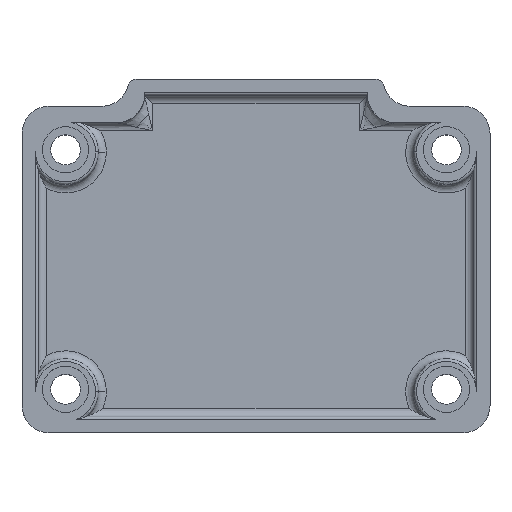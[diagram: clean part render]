
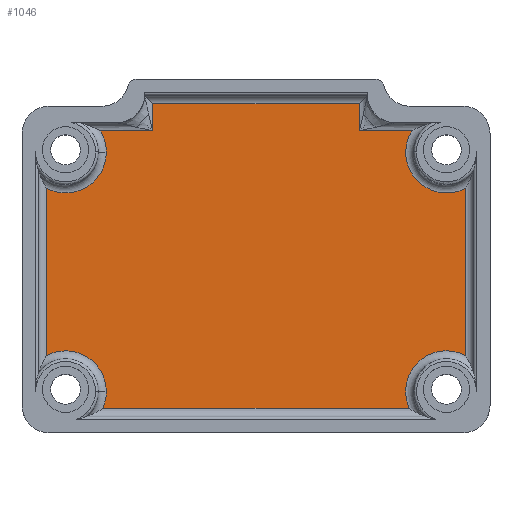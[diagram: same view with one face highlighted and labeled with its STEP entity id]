
A CAD part, top view. The second image highlights one B-rep face of the part: STEP entity #1046.
In plain terms, the highlighted planar face has unit normal (0, 0, 1).
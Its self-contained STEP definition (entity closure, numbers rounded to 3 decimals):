
#28 = EDGE_LOOP ( 'NONE', ( #1475, #1476, #1477, #1478, #1479, #1480, #1481, #1482, #1483, #1484, #1485, #1486, #1487, #1488 ) ) ;
#215 = VECTOR ( 'NONE', #2662, 1000. ) ;
#216 = CIRCLE ( 'NONE', #1953, 7.5 ) ;
#217 = LINE ( 'NONE', #2661, #215 ) ;
#218 = VECTOR ( 'NONE', #2673, 1000. ) ;
#220 = CIRCLE ( 'NONE', #1954, 7.5 ) ;
#223 = VECTOR ( 'NONE', #2671, 1000. ) ;
#225 = LINE ( 'NONE', #2672, #218 ) ;
#227 = VECTOR ( 'NONE', #2669, 1000. ) ;
#228 = LINE ( 'NONE', #2670, #223 ) ;
#229 = VECTOR ( 'NONE', #2667, 1000. ) ;
#231 = LINE ( 'NONE', #2668, #227 ) ;
#234 = VECTOR ( 'NONE', #2657, 1000. ) ;
#236 = LINE ( 'NONE', #2666, #229 ) ;
#238 = LINE ( 'NONE', #2656, #234 ) ;
#240 = VECTOR ( 'NONE', #2641, 1000. ) ;
#242 = CIRCLE ( 'NONE', #1946, 7.5 ) ;
#247 = VECTOR ( 'NONE', #2639, 1000. ) ;
#249 = CIRCLE ( 'NONE', #1973, 7.5 ) ;
#251 = LINE ( 'NONE', #2578, #247 ) ;
#272 = LINE ( 'NONE', #2640, #240 ) ;
#389 = CIRCLE ( 'NONE', #2000, 7.5 ) ;
#394 = CIRCLE ( 'NONE', #1900, 7.5 ) ;
#599 = FACE_OUTER_BOUND ( 'NONE', #28, .T. ) ;
#813 = CARTESIAN_POINT ( 'NONE',  ( -35., 22., 3. ) ) ;
#814 = DIRECTION ( 'NONE',  ( 0., 0., -1. ) ) ;
#815 = DIRECTION ( 'NONE',  ( 1., 0., 0. ) ) ;
#884 = CARTESIAN_POINT ( 'NONE',  ( -35., -22., 3. ) ) ;
#885 = DIRECTION ( 'NONE',  ( 0., 0., -1. ) ) ;
#886 = DIRECTION ( 'NONE',  ( 1., 0., 0. ) ) ;
#985 = CARTESIAN_POINT ( 'NONE',  ( -19., 25.906, 3. ) ) ;
#986 = CARTESIAN_POINT ( 'NONE',  ( -19., 30.906, 3. ) ) ;
#987 = CARTESIAN_POINT ( 'NONE',  ( 19., 30.906, 3. ) ) ;
#988 = CARTESIAN_POINT ( 'NONE',  ( 19., 25.906, 3. ) ) ;
#989 = CARTESIAN_POINT ( 'NONE',  ( 28.597, 25.906, 3. ) ) ;
#990 = CARTESIAN_POINT ( 'NONE',  ( 38.5, 15.367, 3. ) ) ;
#991 = CARTESIAN_POINT ( 'NONE',  ( 38.5, -15.367, 3. ) ) ;
#993 = CARTESIAN_POINT ( 'NONE',  ( -38.5, 15.367, 3. ) ) ;
#996 = CARTESIAN_POINT ( 'NONE',  ( 28.168, -25.094, 3. ) ) ;
#997 = CARTESIAN_POINT ( 'NONE',  ( -28.168, -25.094, 3. ) ) ;
#1046 = ADVANCED_FACE ( 'NONE', ( #599 ), #1168, .T. ) ;
#1168 = PLANE ( 'NONE',  #2727 ) ;
#1169 = CARTESIAN_POINT ( 'NONE',  ( 43., -29.594, 3. ) ) ;
#1170 = DIRECTION ( 'NONE',  ( 0., 0., 1. ) ) ;
#1171 = DIRECTION ( 'NONE',  ( 1., 0., 0. ) ) ;
#1215 = VERTEX_POINT ( 'NONE', #985 ) ;
#1216 = VERTEX_POINT ( 'NONE', #986 ) ;
#1217 = VERTEX_POINT ( 'NONE', #987 ) ;
#1218 = VERTEX_POINT ( 'NONE', #988 ) ;
#1219 = VERTEX_POINT ( 'NONE', #989 ) ;
#1220 = VERTEX_POINT ( 'NONE', #990 ) ;
#1221 = VERTEX_POINT ( 'NONE', #991 ) ;
#1223 = VERTEX_POINT ( 'NONE', #993 ) ;
#1226 = VERTEX_POINT ( 'NONE', #996 ) ;
#1227 = VERTEX_POINT ( 'NONE', #997 ) ;
#1264 = VERTEX_POINT ( 'NONE', #3353 ) ;
#1265 = VERTEX_POINT ( 'NONE', #3354 ) ;
#1268 = VERTEX_POINT ( 'NONE', #3357 ) ;
#1269 = VERTEX_POINT ( 'NONE', #3358 ) ;
#1475 = ORIENTED_EDGE ( 'NONE', *, *, #2859, .T. ) ;
#1476 = ORIENTED_EDGE ( 'NONE', *, *, #2861, .T. ) ;
#1477 = ORIENTED_EDGE ( 'NONE', *, *, #2862, .T. ) ;
#1478 = ORIENTED_EDGE ( 'NONE', *, *, #2863, .T. ) ;
#1479 = ORIENTED_EDGE ( 'NONE', *, *, #2864, .T. ) ;
#1480 = ORIENTED_EDGE ( 'NONE', *, *, #2865, .T. ) ;
#1481 = ORIENTED_EDGE ( 'NONE', *, *, #2866, .T. ) ;
#1482 = ORIENTED_EDGE ( 'NONE', *, *, #2867, .T. ) ;
#1483 = ORIENTED_EDGE ( 'NONE', *, *, #2868, .T. ) ;
#1484 = ORIENTED_EDGE ( 'NONE', *, *, #2805, .T. ) ;
#1485 = ORIENTED_EDGE ( 'NONE', *, *, #2869, .T. ) ;
#1486 = ORIENTED_EDGE ( 'NONE', *, *, #2870, .T. ) ;
#1487 = ORIENTED_EDGE ( 'NONE', *, *, #2801, .T. ) ;
#1488 = ORIENTED_EDGE ( 'NONE', *, *, #2871, .T. ) ;
#1900 = AXIS2_PLACEMENT_3D ( 'NONE', #884, #885, #886 ) ;
#1946 = AXIS2_PLACEMENT_3D ( 'NONE', #2663, #2664, #2665 ) ;
#1953 = AXIS2_PLACEMENT_3D ( 'NONE', #2681, #2682, #2683 ) ;
#1954 = AXIS2_PLACEMENT_3D ( 'NONE', #2676, #2677, #2678 ) ;
#1973 = AXIS2_PLACEMENT_3D ( 'NONE', #2658, #2659, #2660 ) ;
#2000 = AXIS2_PLACEMENT_3D ( 'NONE', #813, #814, #815 ) ;
#2578 = CARTESIAN_POINT ( 'NONE',  ( 31.141, -25.094, 3. ) ) ;
#2639 = DIRECTION ( 'NONE',  ( 1., 0., 0. ) ) ;
#2640 = CARTESIAN_POINT ( 'NONE',  ( 38.5, 18.683, 3. ) ) ;
#2641 = DIRECTION ( 'NONE',  ( 0., 1., 0. ) ) ;
#2656 = CARTESIAN_POINT ( 'NONE',  ( 20.5, 25.906, 3. ) ) ;
#2657 = DIRECTION ( 'NONE',  ( -1., 0., 0. ) ) ;
#2658 = CARTESIAN_POINT ( 'NONE',  ( 35., -22., 3. ) ) ;
#2659 = DIRECTION ( 'NONE',  ( 0., 0., -1. ) ) ;
#2660 = DIRECTION ( 'NONE',  ( 1., 0., 0. ) ) ;
#2661 = CARTESIAN_POINT ( 'NONE',  ( -38.5, -18.683, 3. ) ) ;
#2662 = DIRECTION ( 'NONE',  ( 0., -1., 0. ) ) ;
#2663 = CARTESIAN_POINT ( 'NONE',  ( 35., 22., 3. ) ) ;
#2664 = DIRECTION ( 'NONE',  ( 0., 0., -1. ) ) ;
#2665 = DIRECTION ( 'NONE',  ( 1., 0., 0. ) ) ;
#2666 = CARTESIAN_POINT ( 'NONE',  ( 19., 32.406, 3. ) ) ;
#2667 = DIRECTION ( 'NONE',  ( 0., 1., 0. ) ) ;
#2668 = CARTESIAN_POINT ( 'NONE',  ( -20.5, 30.906, 3. ) ) ;
#2669 = DIRECTION ( 'NONE',  ( -1., 0., 0. ) ) ;
#2670 = CARTESIAN_POINT ( 'NONE',  ( -19., 27.406, 3. ) ) ;
#2671 = DIRECTION ( 'NONE',  ( 0., -1., 0. ) ) ;
#2672 = CARTESIAN_POINT ( 'NONE',  ( -32.396, 25.906, 3. ) ) ;
#2673 = DIRECTION ( 'NONE',  ( -1., 0., 0. ) ) ;
#2676 = CARTESIAN_POINT ( 'NONE',  ( -35., 22., 3. ) ) ;
#2677 = DIRECTION ( 'NONE',  ( 0., 0., -1. ) ) ;
#2678 = DIRECTION ( 'NONE',  ( 1., 0., 0. ) ) ;
#2681 = CARTESIAN_POINT ( 'NONE',  ( -35., -22., 3. ) ) ;
#2682 = DIRECTION ( 'NONE',  ( 0., 0., -1. ) ) ;
#2683 = DIRECTION ( 'NONE',  ( 1., 0., 0. ) ) ;
#2727 = AXIS2_PLACEMENT_3D ( 'NONE', #1169, #1170, #1171 ) ;
#2801 = EDGE_CURVE ( 'NONE', #1269, #1268, #394, .T. ) ;
#2805 = EDGE_CURVE ( 'NONE', #1265, #1264, #389, .T. ) ;
#2859 = EDGE_CURVE ( 'NONE', #1227, #1226, #251, .T. ) ;
#2861 = EDGE_CURVE ( 'NONE', #1226, #1221, #249, .T. ) ;
#2862 = EDGE_CURVE ( 'NONE', #1221, #1220, #272, .T. ) ;
#2863 = EDGE_CURVE ( 'NONE', #1220, #1219, #242, .T. ) ;
#2864 = EDGE_CURVE ( 'NONE', #1219, #1218, #238, .T. ) ;
#2865 = EDGE_CURVE ( 'NONE', #1218, #1217, #236, .T. ) ;
#2866 = EDGE_CURVE ( 'NONE', #1217, #1216, #231, .T. ) ;
#2867 = EDGE_CURVE ( 'NONE', #1216, #1215, #228, .T. ) ;
#2868 = EDGE_CURVE ( 'NONE', #1215, #1265, #225, .T. ) ;
#2869 = EDGE_CURVE ( 'NONE', #1264, #1223, #220, .T. ) ;
#2870 = EDGE_CURVE ( 'NONE', #1223, #1269, #217, .T. ) ;
#2871 = EDGE_CURVE ( 'NONE', #1268, #1227, #216, .T. ) ;
#3353 = CARTESIAN_POINT ( 'NONE',  ( -27.5, 22., 3. ) ) ;
#3354 = CARTESIAN_POINT ( 'NONE',  ( -28.597, 25.906, 3. ) ) ;
#3357 = CARTESIAN_POINT ( 'NONE',  ( -27.5, -22., 3. ) ) ;
#3358 = CARTESIAN_POINT ( 'NONE',  ( -38.5, -15.367, 3. ) ) ;
